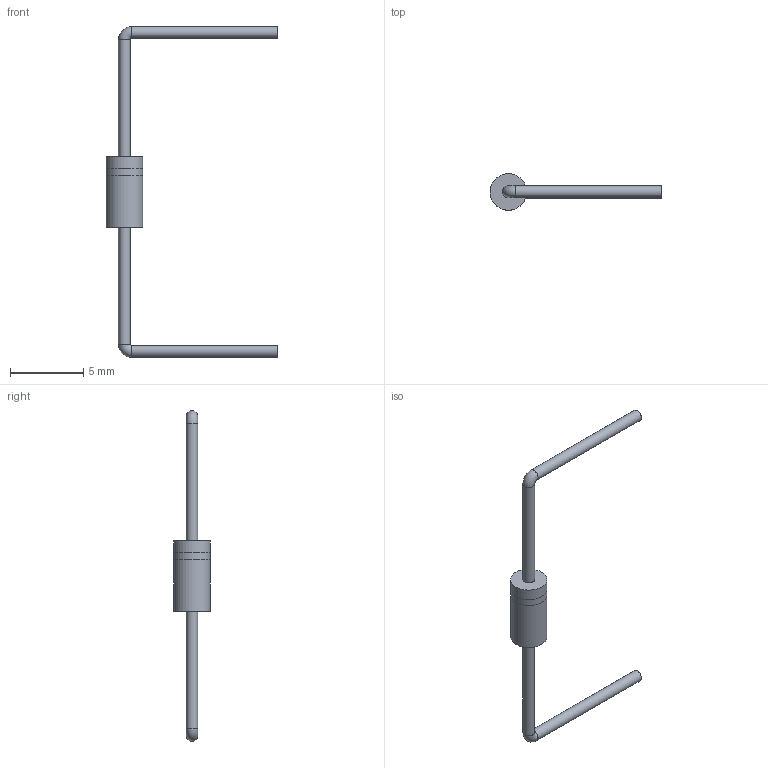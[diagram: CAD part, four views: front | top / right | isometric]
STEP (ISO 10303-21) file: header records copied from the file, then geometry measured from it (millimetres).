
FILE_DESCRIPTION(('FreeCAD Model'),'2;1');
FILE_NAME('DO-41.step' ,'2018-12-28T19:40:20',('Author'),(''), 'Open CASCADE STEP processor 7.2','FreeCAD','Unknown');
FILE_SCHEMA(('AUTOMOTIVE_DESIGN_CC2 { 1 2 10303 214 -1 1 5 4 }'));
Length unit declared in the file: millimetre
Products named in the file (4): Revolution; Sweep; Revolution001; Sweep_(Mirror_#1)
Bounding box: 11.75 x 2.5 x 22.6 mm (x, y, z)
Volume: 42.4 mm3; surface area: 161.2 mm2
Topology: 4 solids, 4 shells, 21 faces, 29 edges, 18 vertices
Faces by surface type: plane 10, cylinder 9, torus 2
Full cylindrical faces by diameter (mm): 0.8 x4, 1.5 x2, 2.5 x3
Entity records: 909 total; most frequent: CARTESIAN_POINT 144, DIRECTION 144, ORIENTED_EDGE 58, PCURVE 58, DEFINITIONAL_REPRESENTATION 58, LINE 48, VECTOR 48, AXIS2_PLACEMENT_3D 42
